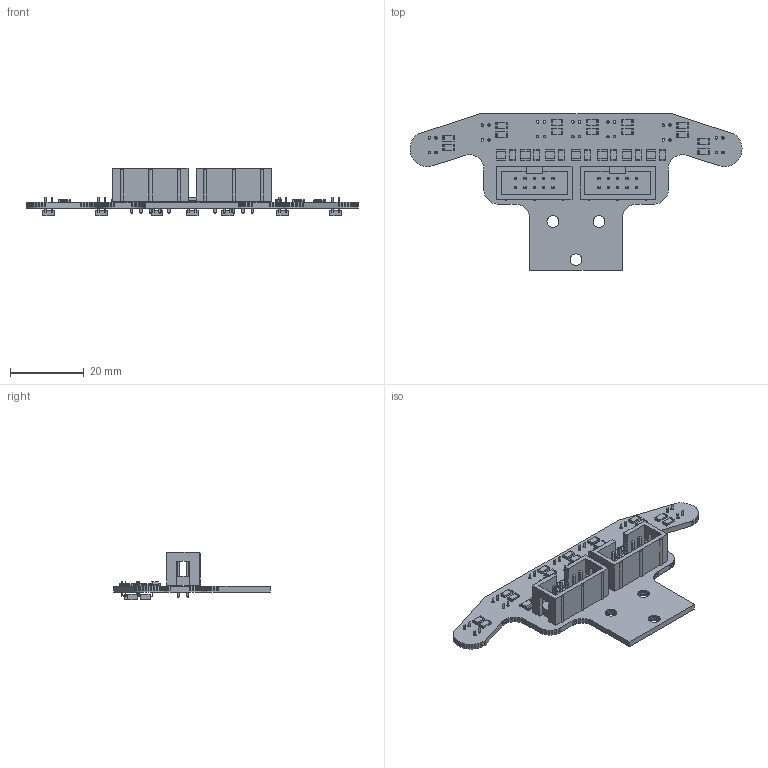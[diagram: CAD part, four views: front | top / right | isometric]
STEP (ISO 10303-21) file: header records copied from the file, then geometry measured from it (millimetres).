
FILE_DESCRIPTION(('KiCad electronic assembly'),'2;1');
FILE_NAME('Sensors.step','2023-11-08T22:13:23',('Pcbnew'),('Kicad'), 'Open CASCADE STEP processor 7.6','KiCad to STEP converter','Unknown' );
FILE_SCHEMA(('AUTOMOTIVE_DESIGN { 1 0 10303 214 1 1 1 1 }'));
Length unit declared in the file: millimetre
Products named in the file (10): Sensors 1; R_1206_3216Metric; SOLID; LED_1210_3225Metric; IDC-Header_2x05_P2.54mm_Vertical; Everlight_ITR8307F43; _autosave-Sensors PCB
Assembly tree (42 placements, depth 3):
  Sensors 1
    R_1206_3216Metric  x21
      SOLID
    LED_1210_3225Metric  x7
      SOLID
    IDC-Header_2x05_P2.54mm_Vertical  x2
      SOLID
    Everlight_ITR8307F43  x7
      SOLID
    _autosave-Sensors PCB
Bounding box: 89.91 x 42.43 x 12.78 mm (x, y, z)
Volume: 4949.3 mm3; surface area: 8263.3 mm2
Topology: 38 solids, 38 shells, 2239 faces, 5712 edges, 3635 vertices
Faces by surface type: plane 1949, cylinder 290
Full cylindrical faces by diameter (mm): 0.7 x28, 1 x32
Entity records: 50920 total; most frequent: CARTESIAN_POINT 8569, DIRECTION 7368, LINE 5504, VECTOR 5504, ORIENTED_EDGE 3872, PCURVE 3872, DEFINITIONAL_REPRESENTATION 3872, EDGE_CURVE 1936
